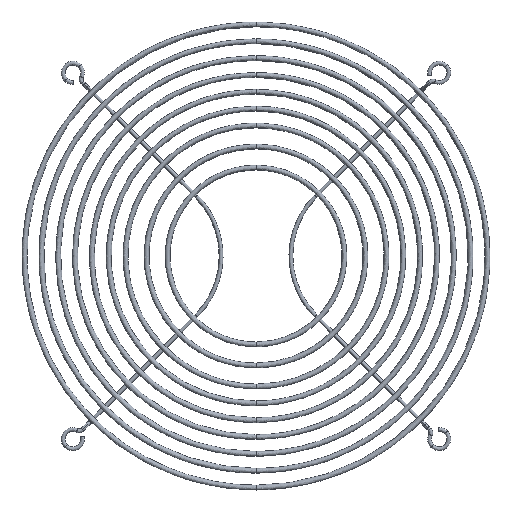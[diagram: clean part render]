
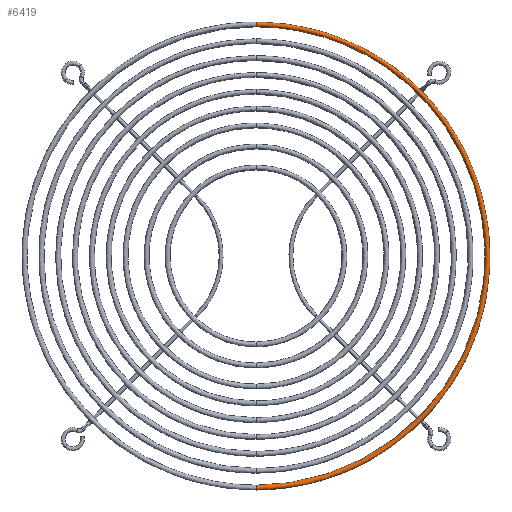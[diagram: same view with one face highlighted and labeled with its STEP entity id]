
A CAD part, front view. The second image highlights one B-rep face of the part: STEP entity #6419.
In plain terms, the highlighted free-form (B-spline) face has degree [3, 3] with [7, 4] control points.
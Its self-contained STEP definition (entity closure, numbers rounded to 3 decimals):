
#7 = EDGE_CURVE ( 'NONE', #4462, #4924, #5619, .T. ) ;
#91 = CARTESIAN_POINT ( 'NONE',  ( 222.3, 2.4, -111.15 ) ) ;
#177 = CARTESIAN_POINT ( 'NONE',  ( 220., 1.25, 110. ) ) ;
#202 = CARTESIAN_POINT ( 'NONE',  ( 0., 1.25, 110. ) ) ;
#256 = CARTESIAN_POINT ( 'NONE',  ( 0., 1.721, -108.85 ) ) ;
#658 = CARTESIAN_POINT ( 'NONE',  ( 217.711, 2.515, 108.856 ) ) ;
#720 = CARTESIAN_POINT ( 'NONE',  ( 222.289, 2.515, 111.144 ) ) ;
#849 = ORIENTED_EDGE ( 'NONE', *, *, #2095, .T. ) ;
#935 =( BOUNDED_CURVE ( )  B_SPLINE_CURVE ( 3, ( #1381, #2984, #5003, #5971, #3494, #5536, #3470 ),
 .UNSPECIFIED., .F., .F. ) 
 B_SPLINE_CURVE_WITH_KNOTS ( ( 4, 3, 4 ),
 ( 0., 0.5, 1. ),
 .UNSPECIFIED. ) 
 CURVE ( )  GEOMETRIC_REPRESENTATION_ITEM ( )  RATIONAL_B_SPLINE_CURVE ( ( 0.959, 0.782, 0.795, 1., 0.795, 0.782, 0.959 ) ) 
 REPRESENTATION_ITEM ( '' )  );
#979 = ORIENTED_EDGE ( 'NONE', *, *, #2053, .T. ) ;
#989 = CARTESIAN_POINT ( 'NONE',  ( 0., 2.4, 111.15 ) ) ;
#1110 = CARTESIAN_POINT ( 'NONE',  ( 0., 2.4, 111.15 ) ) ;
#1125 = CARTESIAN_POINT ( 'NONE',  ( 0., 2.4, -111.15 ) ) ;
#1199 = CARTESIAN_POINT ( 'NONE',  ( 0., 2.515, -108.856 ) ) ;
#1244 = CARTESIAN_POINT ( 'NONE',  ( 0., 1.79, -111.217 ) ) ;
#1381 = CARTESIAN_POINT ( 'NONE',  ( 0., 2.4, 111.15 ) ) ;
#1430 =( BOUNDED_CURVE ( )  B_SPLINE_CURVE ( 3, ( #1771, #256, #3819, #5339, #4917, #2371, #2807 ),
 .UNSPECIFIED., .F., .F. ) 
 B_SPLINE_CURVE_WITH_KNOTS ( ( 4, 3, 4 ),
 ( 0., 0.5, 1. ),
 .UNSPECIFIED. ) 
 CURVE ( )  GEOMETRIC_REPRESENTATION_ITEM ( )  RATIONAL_B_SPLINE_CURVE ( ( 0.959, 0.782, 0.795, 1., 0.795, 0.782, 0.959 ) ) 
 REPRESENTATION_ITEM ( '' )  );
#1649 = CARTESIAN_POINT ( 'NONE',  ( 217.566, 1.79, 108.783 ) ) ;
#1764 = CARTESIAN_POINT ( 'NONE',  ( 0., 2.515, -111.144 ) ) ;
#1771 = CARTESIAN_POINT ( 'NONE',  ( 0., 2.4, -108.85 ) ) ;
#1901 = CARTESIAN_POINT ( 'NONE',  ( 0., 2.4, -108.85 ) ) ;
#2053 = EDGE_CURVE ( 'NONE', #4462, #6404, #1430, .T. ) ;
#2095 = EDGE_CURVE ( 'NONE', #4856, #4924, #935, .T. ) ;
#2167 = CARTESIAN_POINT ( 'NONE',  ( 217.711, 2.515, -108.856 ) ) ;
#2281 = CARTESIAN_POINT ( 'NONE',  ( 0., 1.25, 110.728 ) ) ;
#2371 = CARTESIAN_POINT ( 'NONE',  ( 0., 1.721, -111.15 ) ) ;
#2445 = CARTESIAN_POINT ( 'NONE',  ( 0., 2.4, -108.85 ) ) ;
#2731 = CARTESIAN_POINT ( 'NONE',  ( 0., 1.25, 109.272 ) ) ;
#2776 = CARTESIAN_POINT ( 'NONE',  ( 222.434, 1.79, 111.217 ) ) ;
#2800 = CARTESIAN_POINT ( 'NONE',  ( 0., 1.25, -110.728 ) ) ;
#2807 = CARTESIAN_POINT ( 'NONE',  ( 0., 2.4, -111.15 ) ) ;
#2984 = CARTESIAN_POINT ( 'NONE',  ( 0., 1.721, 111.15 ) ) ;
#3232 = CARTESIAN_POINT ( 'NONE',  ( 220., 1.25, -110. ) ) ;
#3258 = CARTESIAN_POINT ( 'NONE',  ( 0., 1.25, -109.272 ) ) ;
#3470 = CARTESIAN_POINT ( 'NONE',  ( 0., 2.4, 108.85 ) ) ;
#3494 = CARTESIAN_POINT ( 'NONE',  ( 0., 1.25, 109.332 ) ) ;
#3785 = CARTESIAN_POINT ( 'NONE',  ( 221.457, 1.25, 110.728 ) ) ;
#3812 = CARTESIAN_POINT ( 'NONE',  ( 222.434, 1.79, -111.217 ) ) ;
#3819 = CARTESIAN_POINT ( 'NONE',  ( 0., 1.25, -109.332 ) ) ;
#4000 = FACE_OUTER_BOUND ( 'NONE', #4280, .T. ) ;
#4061 = ORIENTED_EDGE ( 'NONE', *, *, #5470, .F. ) ;
#4184 = CARTESIAN_POINT ( 'NONE',  ( 0., 2.515, 108.856 ) ) ;
#4280 = EDGE_LOOP ( 'NONE', ( #849, #6124, #979, #4061 ) ) ;
#4301 = CARTESIAN_POINT ( 'NONE',  ( 221.457, 1.25, -110.728 ) ) ;
#4332 = CARTESIAN_POINT ( 'NONE',  ( 0., 2.4, 108.85 ) ) ;
#4462 = VERTEX_POINT ( 'NONE', #1901 ) ;
#4511 =( BOUNDED_CURVE ( )  B_SPLINE_CURVE ( 3, ( #1110, #5645, #91, #6150 ),
 .UNSPECIFIED., .F., .F. ) 
 B_SPLINE_CURVE_WITH_KNOTS ( ( 4, 4 ),
 ( 0., 1. ),
 .UNSPECIFIED. ) 
 CURVE ( )  GEOMETRIC_REPRESENTATION_ITEM ( )  RATIONAL_B_SPLINE_CURVE ( ( 0.959, 0.32, 0.32, 0.959 ) ) 
 REPRESENTATION_ITEM ( '' )  );
#4703 = CARTESIAN_POINT ( 'NONE',  ( 0., 1.79, -108.783 ) ) ;
#4724 = CARTESIAN_POINT ( 'NONE',  ( 217.566, 1.79, -108.783 ) ) ;
#4748 = CARTESIAN_POINT ( 'NONE',  ( 218.543, 1.25, 109.272 ) ) ;
#4856 = VERTEX_POINT ( 'NONE', #989 ) ;
#4917 = CARTESIAN_POINT ( 'NONE',  ( 0., 1.25, -110.668 ) ) ;
#4924 = VERTEX_POINT ( 'NONE', #4332 ) ;
#5003 = CARTESIAN_POINT ( 'NONE',  ( 0., 1.25, 110.668 ) ) ;
#5334 = CARTESIAN_POINT ( 'NONE',  ( 0., 2.515, 111.144 ) ) ;
#5339 = CARTESIAN_POINT ( 'NONE',  ( 0., 1.25, -110. ) ) ;
#5470 = EDGE_CURVE ( 'NONE', #4856, #6404, #4511, .T. ) ;
#5508 = CARTESIAN_POINT ( 'NONE',  ( 217.7, 2.4, 108.85 ) ) ;
#5536 = CARTESIAN_POINT ( 'NONE',  ( 0., 1.721, 108.85 ) ) ;
#5619 =( BOUNDED_CURVE ( )  B_SPLINE_CURVE ( 3, ( #2445, #5987, #5508, #6511 ),
 .UNSPECIFIED., .F., .T. ) 
 B_SPLINE_CURVE_WITH_KNOTS ( ( 4, 4 ),
 ( 0., 1. ),
 .UNSPECIFIED. ) 
 CURVE ( )  GEOMETRIC_REPRESENTATION_ITEM ( )  RATIONAL_B_SPLINE_CURVE ( ( 0.959, 0.32, 0.32, 0.959 ) ) 
 REPRESENTATION_ITEM ( '' )  );
#5645 = CARTESIAN_POINT ( 'NONE',  ( 222.3, 2.4, 111.15 ) ) ;
#5720 = CARTESIAN_POINT ( 'NONE',  ( 218.543, 1.25, -109.272 ) ) ;
#5824 = CARTESIAN_POINT ( 'NONE',  ( 0., 1.79, 111.217 ) ) ;
#5971 = CARTESIAN_POINT ( 'NONE',  ( 0., 1.25, 110. ) ) ;
#5987 = CARTESIAN_POINT ( 'NONE',  ( 217.7, 2.4, -108.85 ) ) ;
#6124 = ORIENTED_EDGE ( 'NONE', *, *, #7, .F. ) ;
#6150 = CARTESIAN_POINT ( 'NONE',  ( 0., 2.4, -111.15 ) ) ;
#6283 = CARTESIAN_POINT ( 'NONE',  ( 0., 1.25, -110. ) ) ;
#6293 =( BOUNDED_SURFACE ( )  B_SPLINE_SURFACE ( 3, 3, ( 
 ( #1199, #2167, #658, #4184 ),
 ( #4703, #4724, #1649, #6305 ),
 ( #3258, #5720, #4748, #2731 ),
 ( #6283, #3232, #177, #202 ),
 ( #2800, #4301, #3785, #2281 ),
 ( #1244, #3812, #2776, #5824 ),
 ( #1764, #6349, #720, #5334 ) ),
 .UNSPECIFIED., .F., .F., .F. ) 
 B_SPLINE_SURFACE_WITH_KNOTS ( ( 4, 3, 4 ),
 ( 4, 4 ),
 ( 0., 0.5, 1. ),
 ( 0., 1. ),
 .UNSPECIFIED. ) 
 GEOMETRIC_REPRESENTATION_ITEM ( )  RATIONAL_B_SPLINE_SURFACE ( (
 ( 1., 0.333, 0.333, 1.),
 ( 0.781, 0.26, 0.26, 0.781),
 ( 0.781, 0.26, 0.26, 0.781),
 ( 1., 0.333, 0.333, 1.),
 ( 0.781, 0.26, 0.26, 0.781),
 ( 0.781, 0.26, 0.26, 0.781),
 ( 1., 0.333, 0.333, 1.) ) ) 
 REPRESENTATION_ITEM ( '' )  SURFACE ( )  );
#6305 = CARTESIAN_POINT ( 'NONE',  ( 0., 1.79, 108.783 ) ) ;
#6349 = CARTESIAN_POINT ( 'NONE',  ( 222.289, 2.515, -111.144 ) ) ;
#6404 = VERTEX_POINT ( 'NONE', #1125 ) ;
#6419 = ADVANCED_FACE ( 'NONE', ( #4000 ), #6293, .T. ) ;
#6511 = CARTESIAN_POINT ( 'NONE',  ( 0., 2.4, 108.85 ) ) ;
